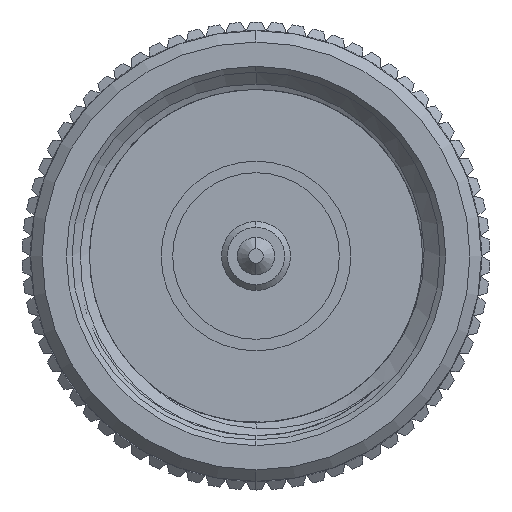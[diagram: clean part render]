
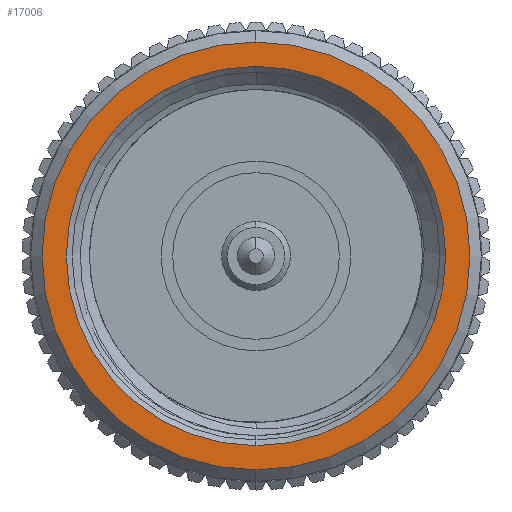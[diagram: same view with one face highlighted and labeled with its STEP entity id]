
A CAD part, left-side view. The second image highlights one B-rep face of the part: STEP entity #17006.
In plain terms, the highlighted planar face has unit normal (-1, 0, 0).
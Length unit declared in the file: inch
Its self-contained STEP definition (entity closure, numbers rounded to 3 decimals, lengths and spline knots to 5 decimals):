
#813 = ORIENTED_EDGE ( 'NONE', *, *, #21368, .T. ) ;
#842 = DIRECTION ( 'NONE',  ( -1., 0., 0. ) ) ;
#2113 = AXIS2_PLACEMENT_3D ( 'NONE', #2380, #17295, #21262 ) ;
#2200 = AXIS2_PLACEMENT_3D ( 'NONE', #2371, #842, #2527 ) ;
#2371 = CARTESIAN_POINT ( 'NONE',  ( 0., 0., 0. ) ) ;
#2380 = CARTESIAN_POINT ( 'NONE',  ( 0., 0., 0. ) ) ;
#2449 = ORIENTED_EDGE ( 'NONE', *, *, #5340, .T. ) ;
#2527 = DIRECTION ( 'NONE',  ( 0., 0., 1. ) ) ;
#2548 = DIRECTION ( 'NONE',  ( 0., 0., 1. ) ) ;
#2787 = CIRCLE ( 'NONE', #2200, 0.37221 ) ;
#3430 = VERTEX_POINT ( 'NONE', #16843 ) ;
#3742 = DIRECTION ( 'NONE',  ( -1., 0., 0. ) ) ;
#4205 = VERTEX_POINT ( 'NONE', #16768 ) ;
#5340 = EDGE_CURVE ( 'NONE', #8765, #3430, #2787, .T. ) ;
#5562 = DIRECTION ( 'NONE',  ( 0., 0., 1. ) ) ;
#5594 = ORIENTED_EDGE ( 'NONE', *, *, #21533, .T. ) ;
#7022 = CARTESIAN_POINT ( 'NONE',  ( 0., 0., -0.33 ) ) ;
#8349 = CARTESIAN_POINT ( 'NONE',  ( 0., 0., 0. ) ) ;
#8728 = CIRCLE ( 'NONE', #9409, 0.37221 ) ;
#8765 = VERTEX_POINT ( 'NONE', #20818 ) ;
#9409 = AXIS2_PLACEMENT_3D ( 'NONE', #15105, #3742, #5562 ) ;
#10674 = EDGE_LOOP ( 'NONE', ( #5594, #813 ) ) ;
#10949 = DIRECTION ( 'NONE',  ( 1., 0., 0. ) ) ;
#10973 = FACE_BOUND ( 'NONE', #10674, .T. ) ;
#11691 = PLANE ( 'NONE',  #2113 ) ;
#12472 = CIRCLE ( 'NONE', #17077, 0.33 ) ;
#12565 = AXIS2_PLACEMENT_3D ( 'NONE', #8349, #13981, #2548 ) ;
#13981 = DIRECTION ( 'NONE',  ( 1., 0., 0. ) ) ;
#14619 = EDGE_CURVE ( 'NONE', #3430, #8765, #8728, .T. ) ;
#15105 = CARTESIAN_POINT ( 'NONE',  ( 0., 0., 0. ) ) ;
#15332 = ORIENTED_EDGE ( 'NONE', *, *, #14619, .T. ) ;
#16228 = CIRCLE ( 'NONE', #12565, 0.33 ) ;
#16768 = CARTESIAN_POINT ( 'NONE',  ( 0., 0., 0.33 ) ) ;
#16843 = CARTESIAN_POINT ( 'NONE',  ( 0., 0., -0.37221 ) ) ;
#17006 = ADVANCED_FACE ( 'NONE', ( #10973, #17368 ), #11691, .T. ) ;
#17077 = AXIS2_PLACEMENT_3D ( 'NONE', #18442, #10949, #18184 ) ;
#17295 = DIRECTION ( 'NONE',  ( -1., 0., 0. ) ) ;
#17357 = EDGE_LOOP ( 'NONE', ( #15332, #2449 ) ) ;
#17368 = FACE_OUTER_BOUND ( 'NONE', #17357, .T. ) ;
#18184 = DIRECTION ( 'NONE',  ( 0., 0., 1. ) ) ;
#18442 = CARTESIAN_POINT ( 'NONE',  ( 0., 0., 0. ) ) ;
#20818 = CARTESIAN_POINT ( 'NONE',  ( 0., 0., 0.37221 ) ) ;
#21262 = DIRECTION ( 'NONE',  ( 0., 0., 1. ) ) ;
#21368 = EDGE_CURVE ( 'NONE', #21633, #4205, #16228, .T. ) ;
#21533 = EDGE_CURVE ( 'NONE', #4205, #21633, #12472, .T. ) ;
#21633 = VERTEX_POINT ( 'NONE', #7022 ) ;
